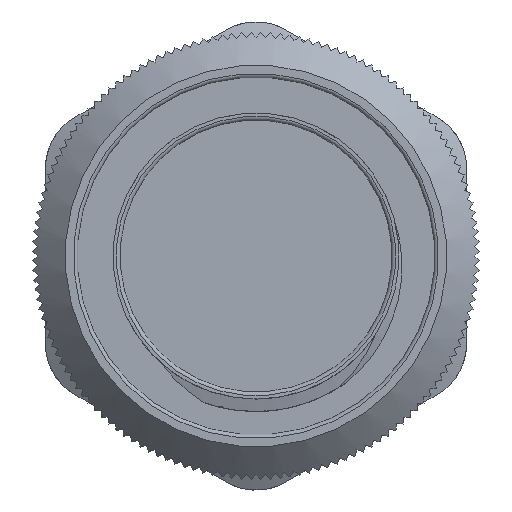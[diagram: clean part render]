
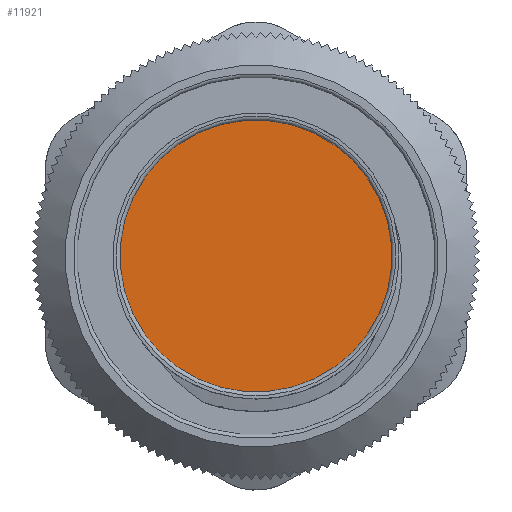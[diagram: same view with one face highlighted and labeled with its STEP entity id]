
A CAD part, front view. The second image highlights one B-rep face of the part: STEP entity #11921.
In plain terms, the highlighted planar face has unit normal (0, -1, 0).
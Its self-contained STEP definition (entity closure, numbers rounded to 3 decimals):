
#1216=PLANE('',#12588);
#1814=FACE_OUTER_BOUND('',#2454,.T.);
#2454=EDGE_LOOP('',(#7534));
#3136=CIRCLE('',#12589,18.4);
#4424=VERTEX_POINT('',#15328);
#5666=EDGE_CURVE('',#4424,#4424,#3136,.T.);
#7534=ORIENTED_EDGE('',*,*,#5666,.T.);
#11921=ADVANCED_FACE('',(#1814),#1216,.F.);
#12588=AXIS2_PLACEMENT_3D('',#15327,#13298,#13299);
#12589=AXIS2_PLACEMENT_3D('',#15329,#13300,#13301);
#13298=DIRECTION('center_axis',(0.,1.,0.));
#13299=DIRECTION('ref_axis',(0.,0.,1.));
#13300=DIRECTION('center_axis',(0.,-1.,0.));
#13301=DIRECTION('ref_axis',(0.966,0.,0.259));
#15327=CARTESIAN_POINT('Origin',(4.57,-77.445,-0.69));
#15328=CARTESIAN_POINT('',(-13.203,-77.445,-5.452));
#15329=CARTESIAN_POINT('Origin',(4.57,-77.445,-0.69));
